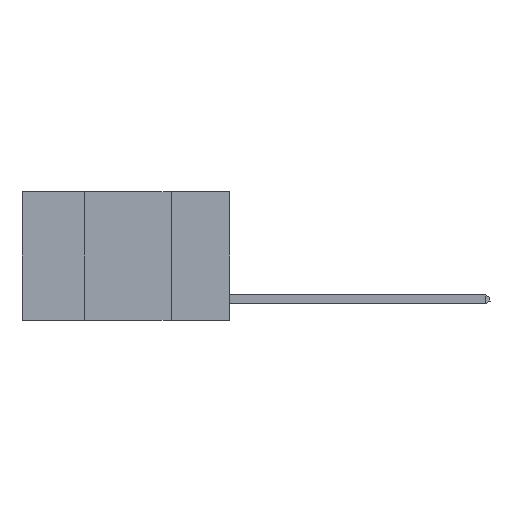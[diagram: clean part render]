
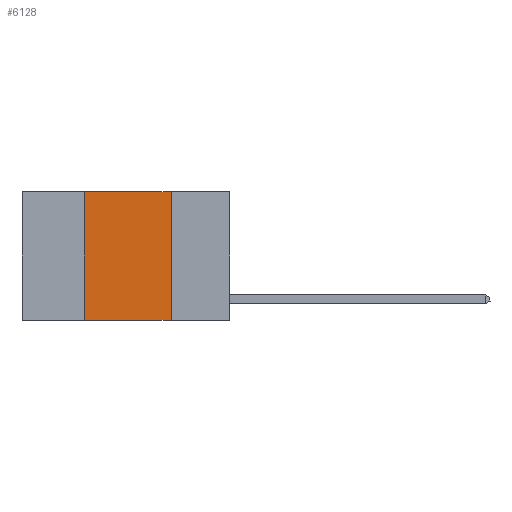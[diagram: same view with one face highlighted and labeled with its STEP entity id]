
A CAD part, left-side view. The second image highlights one B-rep face of the part: STEP entity #6128.
In plain terms, the highlighted planar face has unit normal (-1, 0, 0).
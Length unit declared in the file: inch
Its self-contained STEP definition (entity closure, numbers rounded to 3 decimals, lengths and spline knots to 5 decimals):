
#1188 = DIRECTION ( 'NONE',  ( 0., 0., -1. ) ) ;
#1993 = VERTEX_POINT ( 'NONE', #13753 ) ;
#2094 = DIRECTION ( 'NONE',  ( 0., 0., -1. ) ) ;
#3006 = ORIENTED_EDGE ( 'NONE', *, *, #3322, .F. ) ;
#3007 = DIRECTION ( 'NONE',  ( 0., -1., 0. ) ) ;
#3124 = VECTOR ( 'NONE', #11895, 39.37008 ) ;
#3322 = EDGE_CURVE ( 'NONE', #5101, #13192, #3375, .T. ) ;
#3375 = LINE ( 'NONE', #6942, #6121 ) ;
#3509 = VERTEX_POINT ( 'NONE', #7388 ) ;
#4220 = EDGE_CURVE ( 'NONE', #5101, #1993, #13641, .T. ) ;
#5101 = VERTEX_POINT ( 'NONE', #5912 ) ;
#5333 = ORIENTED_EDGE ( 'NONE', *, *, #6943, .F. ) ;
#5912 = CARTESIAN_POINT ( 'NONE',  ( 0., 0.42, -0.37 ) ) ;
#6121 = VECTOR ( 'NONE', #12249, 39.37008 ) ;
#6128 = ADVANCED_FACE ( 'NONE', ( #9451 ), #7884, .F. ) ;
#6638 = LINE ( 'NONE', #15994, #9847 ) ;
#6942 = CARTESIAN_POINT ( 'NONE',  ( 0., 0.42, 0. ) ) ;
#6943 = EDGE_CURVE ( 'NONE', #3509, #1993, #13575, .T. ) ;
#7021 = ORIENTED_EDGE ( 'NONE', *, *, #7384, .F. ) ;
#7384 = EDGE_CURVE ( 'NONE', #13192, #3509, #6638, .T. ) ;
#7388 = CARTESIAN_POINT ( 'NONE',  ( 0., 0.17, 0. ) ) ;
#7884 = PLANE ( 'NONE',  #15519 ) ;
#9280 = DIRECTION ( 'NONE',  ( 1., 0., 0. ) ) ;
#9451 = FACE_OUTER_BOUND ( 'NONE', #13463, .T. ) ;
#9847 = VECTOR ( 'NONE', #3007, 39.37008 ) ;
#10188 = CARTESIAN_POINT ( 'NONE',  ( 0., 0.17, 0. ) ) ;
#10255 = VECTOR ( 'NONE', #2094, 39.37008 ) ;
#10612 = ORIENTED_EDGE ( 'NONE', *, *, #4220, .T. ) ;
#10619 = CARTESIAN_POINT ( 'NONE',  ( 0., 0.6, -0.37 ) ) ;
#10845 = CARTESIAN_POINT ( 'NONE',  ( 0., 0.42, 0. ) ) ;
#11895 = DIRECTION ( 'NONE',  ( 0., -1., 0. ) ) ;
#12249 = DIRECTION ( 'NONE',  ( 0., 0., 1. ) ) ;
#13192 = VERTEX_POINT ( 'NONE', #10845 ) ;
#13463 = EDGE_LOOP ( 'NONE', ( #5333, #7021, #3006, #10612 ) ) ;
#13575 = LINE ( 'NONE', #10188, #10255 ) ;
#13641 = LINE ( 'NONE', #10619, #3124 ) ;
#13753 = CARTESIAN_POINT ( 'NONE',  ( 0., 0.17, -0.37 ) ) ;
#15519 = AXIS2_PLACEMENT_3D ( 'NONE', #16799, #9280, #1188 ) ;
#15994 = CARTESIAN_POINT ( 'NONE',  ( 0., 0.6, 0. ) ) ;
#16799 = CARTESIAN_POINT ( 'NONE',  ( 0., 0.6, 0. ) ) ;
